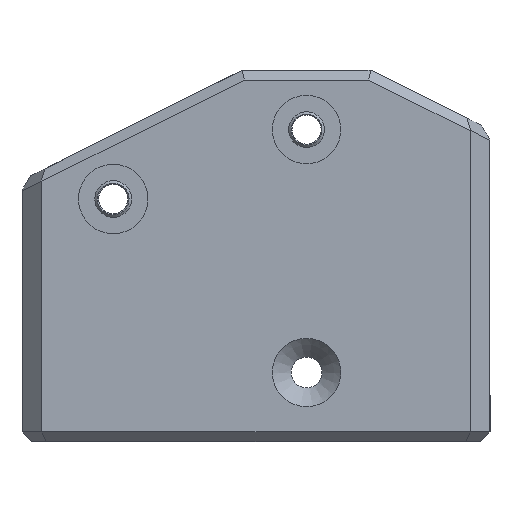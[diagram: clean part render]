
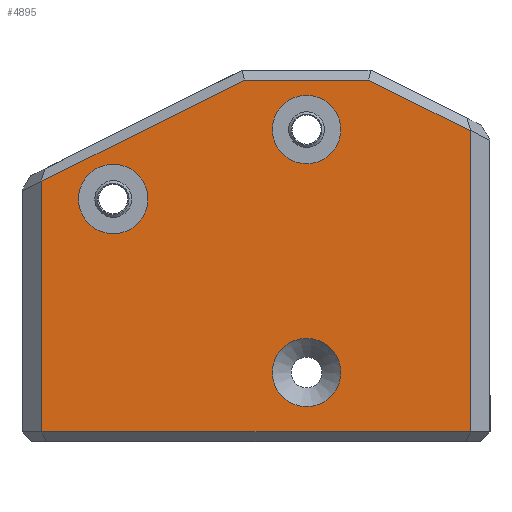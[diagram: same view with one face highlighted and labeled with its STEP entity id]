
A CAD part, front view. The second image highlights one B-rep face of the part: STEP entity #4895.
In plain terms, the highlighted face is planar.
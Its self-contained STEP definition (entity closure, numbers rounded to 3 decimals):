
#130=FACE_BOUND('',#1825,.T.);
#131=FACE_BOUND('',#1826,.T.);
#132=FACE_BOUND('',#1827,.T.);
#459=LINE('',#8321,#922);
#525=LINE('',#8648,#988);
#530=LINE('',#8658,#993);
#609=LINE('',#8824,#1072);
#647=LINE('',#8991,#1110);
#648=LINE('',#8993,#1111);
#922=VECTOR('',#6275,10.);
#988=VECTOR('',#6413,1000.);
#993=VECTOR('',#6420,1000.);
#1072=VECTOR('',#6579,1000.);
#1110=VECTOR('',#6683,1000.);
#1111=VECTOR('',#6686,1000.);
#1264=PLANE('',#5356);
#1534=FACE_OUTER_BOUND('',#1824,.T.);
#1824=EDGE_LOOP('',(#4570,#4571,#4572,#4573,#4574,#4575));
#1825=EDGE_LOOP('',(#4576));
#1826=EDGE_LOOP('',(#4577));
#1827=EDGE_LOOP('',(#4578));
#1968=CIRCLE('',#5268,3.45);
#1972=CIRCLE('',#5276,3.45);
#1986=CIRCLE('',#5357,3.5);
#2353=VERTEX_POINT('',#8318);
#2354=VERTEX_POINT('',#8320);
#2411=VERTEX_POINT('',#8611);
#2415=VERTEX_POINT('',#8628);
#2420=VERTEX_POINT('',#8646);
#2421=VERTEX_POINT('',#8647);
#2425=VERTEX_POINT('',#8657);
#2472=VERTEX_POINT('',#8823);
#2494=VERTEX_POINT('',#8994);
#2966=EDGE_CURVE('',#2353,#2354,#459,.T.);
#3038=EDGE_CURVE('',#2411,#2411,#1968,.T.);
#3048=EDGE_CURVE('',#2415,#2415,#1972,.T.);
#3056=EDGE_CURVE('',#2420,#2421,#525,.F.);
#3061=EDGE_CURVE('',#2421,#2425,#530,.T.);
#3146=EDGE_CURVE('',#2472,#2420,#609,.T.);
#3193=EDGE_CURVE('',#2353,#2472,#647,.T.);
#3194=EDGE_CURVE('',#2425,#2354,#648,.T.);
#3195=EDGE_CURVE('',#2494,#2494,#1986,.T.);
#4570=ORIENTED_EDGE('',*,*,#3193,.T.);
#4571=ORIENTED_EDGE('',*,*,#3146,.T.);
#4572=ORIENTED_EDGE('',*,*,#3056,.T.);
#4573=ORIENTED_EDGE('',*,*,#3061,.T.);
#4574=ORIENTED_EDGE('',*,*,#3194,.T.);
#4575=ORIENTED_EDGE('',*,*,#2966,.F.);
#4576=ORIENTED_EDGE('',*,*,#3048,.T.);
#4577=ORIENTED_EDGE('',*,*,#3038,.F.);
#4578=ORIENTED_EDGE('',*,*,#3195,.F.);
#4895=ADVANCED_FACE('',(#1534,#130,#131,#132),#1264,.F.);
#5268=AXIS2_PLACEMENT_3D('',#8612,#6373,#6374);
#5276=AXIS2_PLACEMENT_3D('',#8630,#6395,#6396);
#5356=AXIS2_PLACEMENT_3D('',#8992,#6684,#6685);
#5357=AXIS2_PLACEMENT_3D('',#8995,#6687,#6688);
#6275=DIRECTION('',(-0.894,0.447,0.));
#6373=DIRECTION('center_axis',(0.,0.,
-1.));
#6374=DIRECTION('ref_axis',(0.,-1.,0.));
#6395=DIRECTION('center_axis',(0.,0.,
1.));
#6396=DIRECTION('ref_axis',(1.,0.,0.));
#6413=DIRECTION('',(0.,-1.,0.));
#6420=DIRECTION('',(0.894,0.447,0.));
#6579=DIRECTION('',(-1.,0.,0.));
#6683=DIRECTION('',(0.,-1.,0.));
#6684=DIRECTION('center_axis',(0.,0.,
1.));
#6685=DIRECTION('ref_axis',(1.,0.,0.));
#6686=DIRECTION('',(1.,0.,0.));
#6687=DIRECTION('center_axis',(0.,0.,
-1.));
#6688=DIRECTION('ref_axis',(1.,0.,0.));
#8318=CARTESIAN_POINT('',(41.25,26.282,-3.5));
#8320=CARTESIAN_POINT('',(20.814,36.5,-3.5));
#8321=CARTESIAN_POINT('',(23.708,35.053,-3.5));
#8611=CARTESIAN_POINT('',(14.55,34.95,-3.5));
#8612=CARTESIAN_POINT('Origin',(14.55,31.5,-3.5));
#8628=CARTESIAN_POINT('',(18.,7.,-3.5));
#8630=CARTESIAN_POINT('Origin',(14.55,7.,-3.5));
#8646=CARTESIAN_POINT('',(-1.95,1.,-3.5));
#8647=CARTESIAN_POINT('',(-1.95,31.382,-3.5));
#8648=CARTESIAN_POINT('',(-1.95,36.,-3.5));
#8657=CARTESIAN_POINT('',(8.286,36.5,-3.5));
#8658=CARTESIAN_POINT('',(8.497,36.606,-3.5));
#8823=CARTESIAN_POINT('',(41.25,1.,-3.5));
#8824=CARTESIAN_POINT('',(0.,1.,-3.5));
#8991=CARTESIAN_POINT('',(41.25,0.,-3.5));
#8992=CARTESIAN_POINT('Origin',(0.,0.,-3.5));
#8993=CARTESIAN_POINT('',(0.,36.5,-3.5));
#8994=CARTESIAN_POINT('',(30.55,24.5,-3.5));
#8995=CARTESIAN_POINT('Origin',(34.05,24.5,-3.5));
